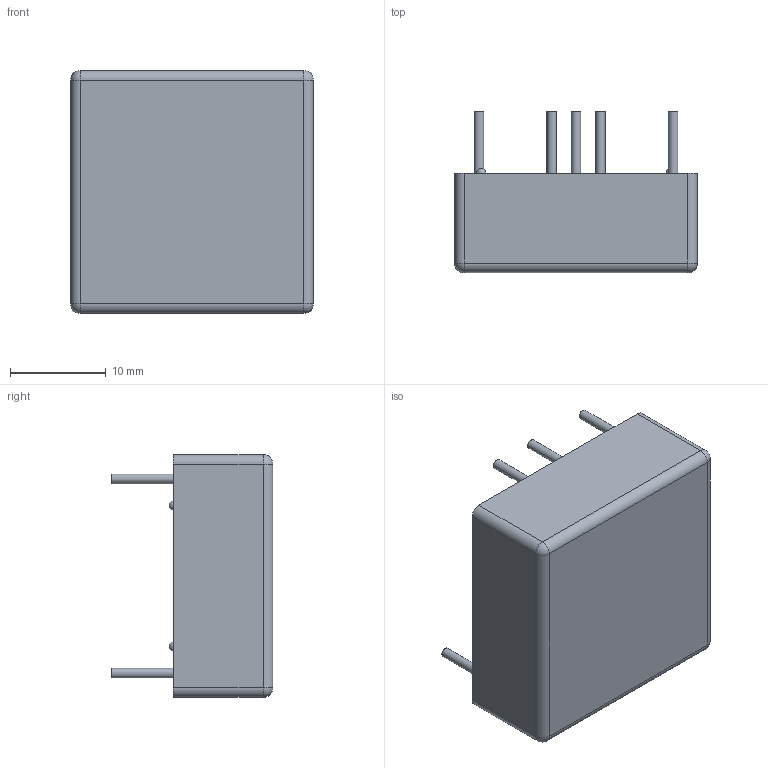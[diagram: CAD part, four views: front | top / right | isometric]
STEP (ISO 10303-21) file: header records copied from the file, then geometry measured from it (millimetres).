
FILE_DESCRIPTION(/* description */ ('Unknown'),/* implementation_level */ '2;1');
FILE_NAME(/* name */ 'JCM30(S)',/* time_stamp */ '2017-11-29T14:27:41+08:00',/* author */ ('Unknown'),/* organization */ ('Unknown'),/* preprocessor_version */ 'ST-DEVELOPER v16.7',/* originating_system */ 'DEX',/* authorisation */ $);
FILE_SCHEMA (('AUTOMOTIVE_DESIGN {1 0 10303 214 3 1 1}'));
Length unit declared in the file: millimetre
Products named in the file (1): JCM30(S)
Bounding box: 25.4 x 16.9 x 25.4 mm (x, y, z)
Volume: 6711.3 mm3; surface area: 2409.7 mm2
Topology: 1 solids, 1 shells, 34 faces, 74 edges, 40 vertices
Faces by surface type: cylinder 14, plane 12, sphere 8
Full cylindrical faces by diameter (mm): 1 x6
Entity records: 810 total; most frequent: DIRECTION 154, CARTESIAN_POINT 123, ORIENTED_EDGE 104, AXIS2_PLACEMENT_3D 67, EDGE_CURVE 52, EDGE_LOOP 50, FACE_BOUND 50, VERTEX_POINT 36
